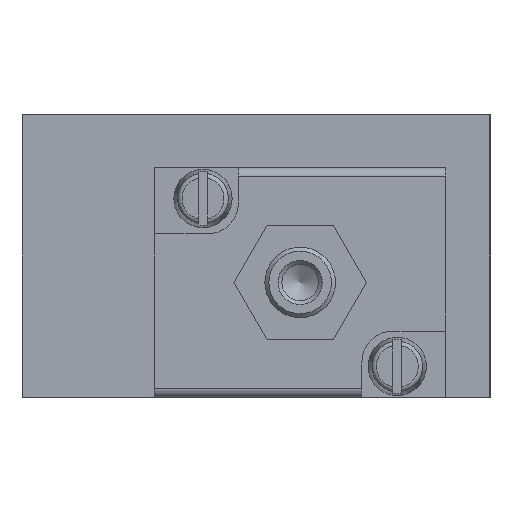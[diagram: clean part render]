
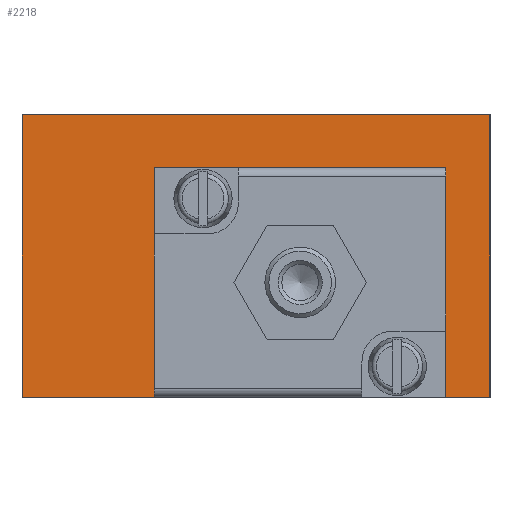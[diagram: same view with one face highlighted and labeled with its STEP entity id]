
A CAD part, left-side view. The second image highlights one B-rep face of the part: STEP entity #2218.
In plain terms, the highlighted planar face has unit normal (-1, 0, 0).
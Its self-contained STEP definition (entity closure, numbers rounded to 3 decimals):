
#361=ORIENTED_EDGE('',*,*,#947,.F.);
#362=ORIENTED_EDGE('',*,*,#948,.F.);
#363=ORIENTED_EDGE('',*,*,#949,.T.);
#364=ORIENTED_EDGE('',*,*,#950,.T.);
#365=ORIENTED_EDGE('',*,*,#925,.T.);
#366=ORIENTED_EDGE('',*,*,#951,.F.);
#367=ORIENTED_EDGE('',*,*,#876,.F.);
#368=ORIENTED_EDGE('',*,*,#945,.T.);
#876=EDGE_CURVE('',#1169,#1170,#1357,.T.);
#925=EDGE_CURVE('',#1219,#1218,#1393,.T.);
#945=EDGE_CURVE('',#1169,#1219,#1405,.T.);
#947=EDGE_CURVE('',#1232,#1233,#1407,.T.);
#948=EDGE_CURVE('',#1234,#1232,#1408,.T.);
#949=EDGE_CURVE('',#1234,#1235,#1409,.T.);
#950=EDGE_CURVE('',#1235,#1233,#1410,.T.);
#951=EDGE_CURVE('',#1170,#1218,#1411,.T.);
#1169=VERTEX_POINT('',#3464);
#1170=VERTEX_POINT('',#3466);
#1218=VERTEX_POINT('',#3569);
#1219=VERTEX_POINT('',#3571);
#1232=VERTEX_POINT('',#3610);
#1233=VERTEX_POINT('',#3611);
#1234=VERTEX_POINT('',#3613);
#1235=VERTEX_POINT('',#3615);
#1357=LINE('',#3465,#1545);
#1393=LINE('',#3570,#1581);
#1405=LINE('',#3606,#1593);
#1407=LINE('',#3609,#1595);
#1408=LINE('',#3612,#1596);
#1409=LINE('',#3614,#1597);
#1410=LINE('',#3616,#1598);
#1411=LINE('',#3617,#1599);
#1545=VECTOR('',#2703,1000.);
#1581=VECTOR('',#2779,1000.);
#1593=VECTOR('',#2813,1000.);
#1595=VECTOR('',#2817,1000.);
#1596=VECTOR('',#2818,1000.);
#1597=VECTOR('',#2819,1000.);
#1598=VECTOR('',#2820,1000.);
#1599=VECTOR('',#2821,1000.);
#1743=EDGE_LOOP('',(#361,#362,#363,#364));
#1744=EDGE_LOOP('',(#365,#366,#367,#368));
#1949=FACE_BOUND('',#1743,.T.);
#1950=FACE_BOUND('',#1744,.T.);
#2128=PLANE('',#2418);
#2218=ADVANCED_FACE('',(#1949,#1950),#2128,.F.);
#2418=AXIS2_PLACEMENT_3D('',#3608,#2815,#2816);
#2703=DIRECTION('',(0.,0.,1.));
#2779=DIRECTION('',(0.,0.,1.));
#2813=DIRECTION('',(0.,-1.,0.));
#2815=DIRECTION('',(1.,0.,0.));
#2816=DIRECTION('',(0.,0.,-1.));
#2817=DIRECTION('',(0.,-1.,0.));
#2818=DIRECTION('',(0.,0.,-1.));
#2819=DIRECTION('',(0.,-1.,0.));
#2820=DIRECTION('',(0.,0.,-1.));
#2821=DIRECTION('',(0.,-1.,0.));
#3464=CARTESIAN_POINT('',(-69.5,53.,-16.));
#3465=CARTESIAN_POINT('',(-69.5,53.,-16.));
#3466=CARTESIAN_POINT('',(-69.5,53.,16.));
#3569=CARTESIAN_POINT('',(-69.5,0.,16.));
#3570=CARTESIAN_POINT('',(-69.5,0.,-16.));
#3571=CARTESIAN_POINT('',(-69.5,0.,-16.));
#3606=CARTESIAN_POINT('',(-69.5,53.,-16.));
#3608=CARTESIAN_POINT('',(-69.5,53.,-16.));
#3609=CARTESIAN_POINT('',(-69.5,38.,-15.9));
#3610=CARTESIAN_POINT('',(-69.5,38.,-15.9));
#3611=CARTESIAN_POINT('',(-69.5,5.,-15.9));
#3612=CARTESIAN_POINT('',(-69.5,38.,9.9));
#3613=CARTESIAN_POINT('',(-69.5,38.,9.9));
#3614=CARTESIAN_POINT('',(-69.5,38.,9.9));
#3615=CARTESIAN_POINT('',(-69.5,5.,9.9));
#3616=CARTESIAN_POINT('',(-69.5,5.,9.9));
#3617=CARTESIAN_POINT('',(-69.5,53.,16.));
